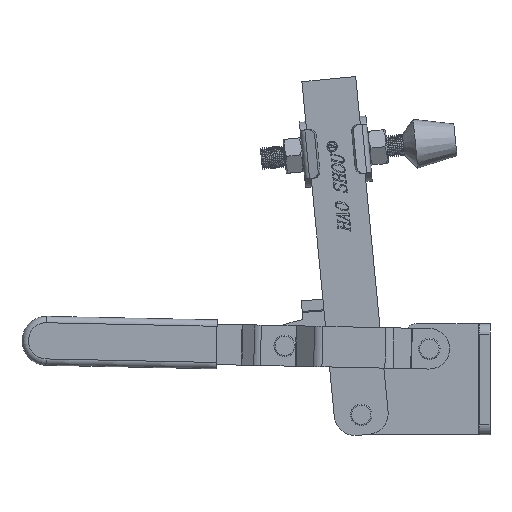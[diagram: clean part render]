
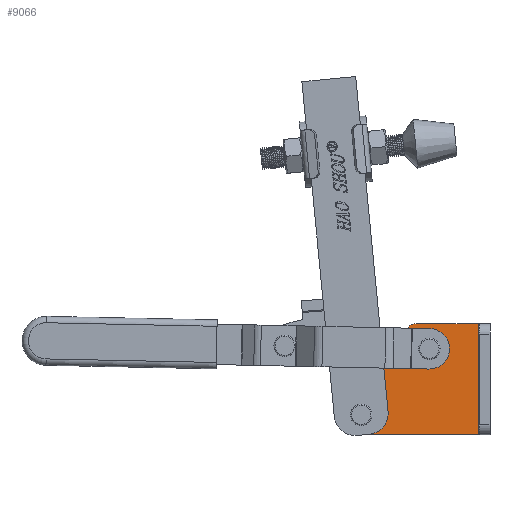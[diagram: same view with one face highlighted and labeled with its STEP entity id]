
A CAD part, left-side view. The second image highlights one B-rep face of the part: STEP entity #9066.
In plain terms, the highlighted planar face has unit normal (-1, 0, 0).
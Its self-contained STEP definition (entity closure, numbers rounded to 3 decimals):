
#2593 = EDGE_LOOP ( 'NONE', ( #7155, #7156, #7157, #7158, #7159, #7160, #7161 ) ) ;
#3232 = FACE_BOUND ( 'NONE', #25360, .T. ) ;
#3233 = FACE_OUTER_BOUND ( 'NONE', #2593, .T. ) ;
#3235 = FACE_BOUND ( 'NONE', #25721, .T. ) ;
#7151 = ORIENTED_EDGE ( 'NONE', *, *, #23342, .T. ) ;
#7152 = ORIENTED_EDGE ( 'NONE', *, *, #23338, .T. ) ;
#7153 = ORIENTED_EDGE ( 'NONE', *, *, #23343, .T. ) ;
#7154 = ORIENTED_EDGE ( 'NONE', *, *, #23334, .T. ) ;
#7155 = ORIENTED_EDGE ( 'NONE', *, *, #23344, .F. ) ;
#7156 = ORIENTED_EDGE ( 'NONE', *, *, #23345, .F. ) ;
#7157 = ORIENTED_EDGE ( 'NONE', *, *, #23346, .T. ) ;
#7158 = ORIENTED_EDGE ( 'NONE', *, *, #23347, .T. ) ;
#7159 = ORIENTED_EDGE ( 'NONE', *, *, #23348, .T. ) ;
#7160 = ORIENTED_EDGE ( 'NONE', *, *, #23330, .T. ) ;
#7161 = ORIENTED_EDGE ( 'NONE', *, *, #23349, .T. ) ;
#9066 = ADVANCED_FACE ( 'NONE', ( #3232, #3235, #3233 ), #12720, .F. ) ;
#12716 = DIRECTION ( 'NONE',  ( 1., 0., 0. ) ) ;
#12718 = CARTESIAN_POINT ( 'NONE',  ( 0., 90., 52.4 ) ) ;
#12720 = PLANE ( 'NONE',  #13137 ) ;
#12722 = DIRECTION ( 'NONE',  ( 0., 1., 0. ) ) ;
#13137 = AXIS2_PLACEMENT_3D ( 'NONE', #12718, #12716, #12722 ) ;
#13719 = AXIS2_PLACEMENT_3D ( 'NONE', #35267, #35268, #35269 ) ;
#13721 = AXIS2_PLACEMENT_3D ( 'NONE', #35277, #35278, #35279 ) ;
#13723 = AXIS2_PLACEMENT_3D ( 'NONE', #35287, #35288, #35289 ) ;
#13725 = AXIS2_PLACEMENT_3D ( 'NONE', #35296, #35297, #35298 ) ;
#13726 = AXIS2_PLACEMENT_3D ( 'NONE', #35300, #35301, #35302 ) ;
#13727 = AXIS2_PLACEMENT_3D ( 'NONE', #35308, #35309, #35310 ) ;
#13728 = AXIS2_PLACEMENT_3D ( 'NONE', #35311, #35312, #35313 ) ;
#22406 = VERTEX_POINT ( 'NONE', #33461 ) ;
#22424 = VERTEX_POINT ( 'NONE', #33475 ) ;
#22426 = VERTEX_POINT ( 'NONE', #33477 ) ;
#22433 = VERTEX_POINT ( 'NONE', #33483 ) ;
#22435 = VERTEX_POINT ( 'NONE', #33485 ) ;
#22439 = VERTEX_POINT ( 'NONE', #33491 ) ;
#22441 = VERTEX_POINT ( 'NONE', #33493 ) ;
#22448 = VERTEX_POINT ( 'NONE', #33499 ) ;
#22450 = VERTEX_POINT ( 'NONE', #33501 ) ;
#22463 = VERTEX_POINT ( 'NONE', #33513 ) ;
#22465 = VERTEX_POINT ( 'NONE', #33515 ) ;
#23330 = EDGE_CURVE ( 'NONE', #22424, #22426, #31880, .T. ) ;
#23334 = EDGE_CURVE ( 'NONE', #22433, #22435, #31897, .T. ) ;
#23338 = EDGE_CURVE ( 'NONE', #22439, #22441, #31903, .T. ) ;
#23342 = EDGE_CURVE ( 'NONE', #22441, #22439, #31914, .T. ) ;
#23343 = EDGE_CURVE ( 'NONE', #22435, #22433, #31923, .T. ) ;
#23344 = EDGE_CURVE ( 'NONE', #22448, #22406, #31925, .T. ) ;
#23345 = EDGE_CURVE ( 'NONE', #22450, #22448, #31919, .T. ) ;
#23346 = EDGE_CURVE ( 'NONE', #22450, #22463, #31927, .T. ) ;
#23347 = EDGE_CURVE ( 'NONE', #22463, #22465, #31934, .T. ) ;
#23348 = EDGE_CURVE ( 'NONE', #22465, #22424, #31937, .T. ) ;
#23349 = EDGE_CURVE ( 'NONE', #22426, #22406, #31940, .T. ) ;
#25360 = EDGE_LOOP ( 'NONE', ( #7151, #7152 ) ) ;
#25721 = EDGE_LOOP ( 'NONE', ( #7153, #7154 ) ) ;
#31880 = CIRCLE ( 'NONE', #13719, 9.5 ) ;
#31897 = CIRCLE ( 'NONE', #13721, 3.2 ) ;
#31903 = CIRCLE ( 'NONE', #13723, 3.2 ) ;
#31914 = CIRCLE ( 'NONE', #13725, 3.2 ) ;
#31919 = LINE ( 'NONE', #35299, #31932 ) ;
#31923 = CIRCLE ( 'NONE', #13726, 3.2 ) ;
#31925 = LINE ( 'NONE', #35294, #31929 ) ;
#31927 = CIRCLE ( 'NONE', #13727, 5. ) ;
#31929 = VECTOR ( 'NONE', #35295, 1000. ) ;
#31932 = VECTOR ( 'NONE', #35304, 1000. ) ;
#31934 = LINE ( 'NONE', #35305, #31938 ) ;
#31937 = CIRCLE ( 'NONE', #13728, 9.5 ) ;
#31938 = VECTOR ( 'NONE', #35303, 1000. ) ;
#31940 = LINE ( 'NONE', #35306, #31944 ) ;
#31944 = VECTOR ( 'NONE', #35307, 1000. ) ;
#33461 = CARTESIAN_POINT ( 'NONE',  ( 0., 0.5, 0. ) ) ;
#33475 = CARTESIAN_POINT ( 'NONE',  ( 0., 65., 9.5 ) ) ;
#33477 = CARTESIAN_POINT ( 'NONE',  ( 0., 55.5, 0. ) ) ;
#33483 = CARTESIAN_POINT ( 'NONE',  ( 0., 20.3, 40.5 ) ) ;
#33485 = CARTESIAN_POINT ( 'NONE',  ( 0., 26.7, 40.5 ) ) ;
#33491 = CARTESIAN_POINT ( 'NONE',  ( 0., 52.3, 9.5 ) ) ;
#33493 = CARTESIAN_POINT ( 'NONE',  ( 0., 58.7, 9.5 ) ) ;
#33499 = CARTESIAN_POINT ( 'NONE',  ( 0., 0.5, 52.4 ) ) ;
#33501 = CARTESIAN_POINT ( 'NONE',  ( 0., 29.572, 52.4 ) ) ;
#33513 = CARTESIAN_POINT ( 'NONE',  ( 0., 33.403, 50.614 ) ) ;
#33515 = CARTESIAN_POINT ( 'NONE',  ( 0., 62.777, 15.606 ) ) ;
#35267 = CARTESIAN_POINT ( 'NONE',  ( 0., 55.5, 9.5 ) ) ;
#35268 = DIRECTION ( 'NONE',  ( -1., 0., 0. ) ) ;
#35269 = DIRECTION ( 'NONE',  ( 0., 1., 0. ) ) ;
#35277 = CARTESIAN_POINT ( 'NONE',  ( 0., 23.5, 40.5 ) ) ;
#35278 = DIRECTION ( 'NONE',  ( 1., 0., 0. ) ) ;
#35279 = DIRECTION ( 'NONE',  ( 0., 1., 0. ) ) ;
#35287 = CARTESIAN_POINT ( 'NONE',  ( 0., 55.5, 9.5 ) ) ;
#35288 = DIRECTION ( 'NONE',  ( 1., 0., 0. ) ) ;
#35289 = DIRECTION ( 'NONE',  ( 0., 1., 0. ) ) ;
#35294 = CARTESIAN_POINT ( 'NONE',  ( 0., 0.5, 52.4 ) ) ;
#35295 = DIRECTION ( 'NONE',  ( 0., 0., -1. ) ) ;
#35296 = CARTESIAN_POINT ( 'NONE',  ( 0., 55.5, 9.5 ) ) ;
#35297 = DIRECTION ( 'NONE',  ( 1., 0., 0. ) ) ;
#35298 = DIRECTION ( 'NONE',  ( 0., 1., 0. ) ) ;
#35299 = CARTESIAN_POINT ( 'NONE',  ( 0., 90., 52.4 ) ) ;
#35300 = CARTESIAN_POINT ( 'NONE',  ( 0., 23.5, 40.5 ) ) ;
#35301 = DIRECTION ( 'NONE',  ( 1., 0., 0. ) ) ;
#35302 = DIRECTION ( 'NONE',  ( 0., 1., 0. ) ) ;
#35303 = DIRECTION ( 'NONE',  ( 0., 0.643, -0.766 ) ) ;
#35304 = DIRECTION ( 'NONE',  ( 0., -1., 0. ) ) ;
#35305 = CARTESIAN_POINT ( 'NONE',  ( 0., 44.524, 37.36 ) ) ;
#35306 = CARTESIAN_POINT ( 'NONE',  ( 0., 90., 0. ) ) ;
#35307 = DIRECTION ( 'NONE',  ( 0., -1., 0. ) ) ;
#35308 = CARTESIAN_POINT ( 'NONE',  ( 0., 29.572, 47.4 ) ) ;
#35309 = DIRECTION ( 'NONE',  ( -1., 0., 0. ) ) ;
#35310 = DIRECTION ( 'NONE',  ( 0., 1., 0. ) ) ;
#35311 = CARTESIAN_POINT ( 'NONE',  ( 0., 55.5, 9.5 ) ) ;
#35312 = DIRECTION ( 'NONE',  ( -1., 0., 0. ) ) ;
#35313 = DIRECTION ( 'NONE',  ( 0., 1., 0. ) ) ;
